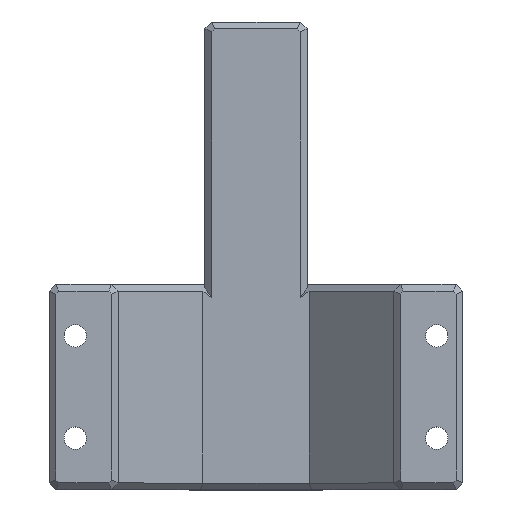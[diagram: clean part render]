
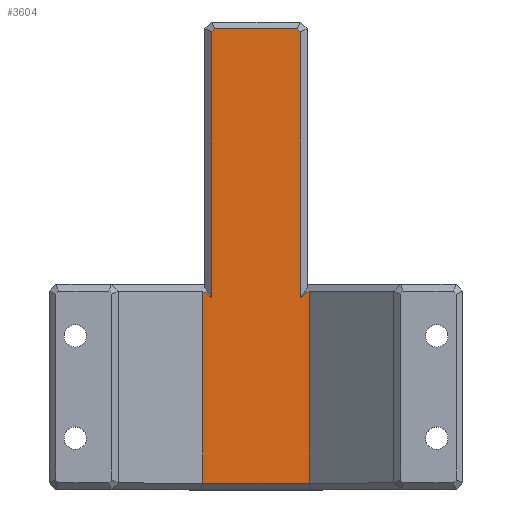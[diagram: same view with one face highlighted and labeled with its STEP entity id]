
A CAD part, top view. The second image highlights one B-rep face of the part: STEP entity #3604.
In plain terms, the highlighted planar face has unit normal (0, 0, 1).
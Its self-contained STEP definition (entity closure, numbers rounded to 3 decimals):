
#124=FACE_OUTER_BOUND('',#320,.T.);
#320=EDGE_LOOP('',(#2652,#2653,#2654,#2655,#2656,#2657,#2658,#2659,#2660,
#2661));
#765=LINE('',#5521,#1220);
#770=LINE('',#5531,#1225);
#773=LINE('',#5537,#1228);
#776=LINE('',#5543,#1231);
#779=LINE('',#5547,#1234);
#780=LINE('',#5550,#1235);
#781=LINE('',#5552,#1236);
#782=LINE('',#5554,#1237);
#783=LINE('',#5556,#1238);
#784=LINE('',#5557,#1239);
#1220=VECTOR('',#4334,10.);
#1225=VECTOR('',#4341,10.);
#1228=VECTOR('',#4346,10.);
#1231=VECTOR('',#4351,10.);
#1234=VECTOR('',#4356,10.);
#1235=VECTOR('',#4359,10.);
#1236=VECTOR('',#4360,10.);
#1237=VECTOR('',#4361,10.);
#1238=VECTOR('',#4362,10.);
#1239=VECTOR('',#4363,10.);
#1677=VERTEX_POINT('',#5519);
#1678=VERTEX_POINT('',#5520);
#1681=VERTEX_POINT('',#5528);
#1682=VERTEX_POINT('',#5530);
#1684=VERTEX_POINT('',#5536);
#1686=VERTEX_POINT('',#5542);
#1687=VERTEX_POINT('',#5549);
#1688=VERTEX_POINT('',#5551);
#1689=VERTEX_POINT('',#5553);
#1690=VERTEX_POINT('',#5555);
#2046=EDGE_CURVE('',#1677,#1678,#765,.T.);
#2051=EDGE_CURVE('',#1681,#1682,#770,.T.);
#2054=EDGE_CURVE('',#1682,#1684,#773,.T.);
#2057=EDGE_CURVE('',#1684,#1686,#776,.T.);
#2060=EDGE_CURVE('',#1686,#1677,#779,.T.);
#2061=EDGE_CURVE('',#1678,#1687,#780,.T.);
#2062=EDGE_CURVE('',#1681,#1688,#781,.T.);
#2063=EDGE_CURVE('',#1688,#1689,#782,.F.);
#2064=EDGE_CURVE('',#1690,#1689,#783,.T.);
#2065=EDGE_CURVE('',#1690,#1687,#784,.F.);
#2652=ORIENTED_EDGE('',*,*,#2061,.F.);
#2653=ORIENTED_EDGE('',*,*,#2046,.F.);
#2654=ORIENTED_EDGE('',*,*,#2060,.F.);
#2655=ORIENTED_EDGE('',*,*,#2057,.F.);
#2656=ORIENTED_EDGE('',*,*,#2054,.F.);
#2657=ORIENTED_EDGE('',*,*,#2051,.F.);
#2658=ORIENTED_EDGE('',*,*,#2062,.T.);
#2659=ORIENTED_EDGE('',*,*,#2063,.T.);
#2660=ORIENTED_EDGE('',*,*,#2064,.F.);
#2661=ORIENTED_EDGE('',*,*,#2065,.T.);
#3431=PLANE('',#3831);
#3604=ADVANCED_FACE('',(#124),#3431,.T.);
#3831=AXIS2_PLACEMENT_3D('',#5548,#4357,#4358);
#4334=DIRECTION('',(0.,-1.,0.));
#4341=DIRECTION('',(0.,1.,0.));
#4346=DIRECTION('',(0.707,0.707,0.));
#4351=DIRECTION('',(1.,0.,0.));
#4356=DIRECTION('',(0.707,-0.707,0.));
#4357=DIRECTION('center_axis',(0.,0.,1.));
#4358=DIRECTION('ref_axis',(0.,-1.,0.));
#4359=DIRECTION('',(0.821,0.571,0.));
#4360=DIRECTION('',(-0.821,0.571,0.));
#4361=DIRECTION('',(0.,1.,0.));
#4362=DIRECTION('',(-1.,0.,0.));
#4363=DIRECTION('',(0.,-1.,0.));
#5519=CARTESIAN_POINT('',(6.5,16.801,3.));
#5520=CARTESIAN_POINT('',(6.5,-22.189,3.));
#5521=CARTESIAN_POINT('',(6.5,-8.7,3.));
#5528=CARTESIAN_POINT('',(-6.5,-22.189,3.));
#5530=CARTESIAN_POINT('',(-6.5,16.801,3.));
#5531=CARTESIAN_POINT('',(-6.5,-8.7,3.));
#5536=CARTESIAN_POINT('',(-6.086,17.215,3.));
#5537=CARTESIAN_POINT('',(-18.522,4.779,3.));
#5542=CARTESIAN_POINT('',(6.086,17.215,3.));
#5543=CARTESIAN_POINT('',(-14.75,17.215,3.));
#5547=CARTESIAN_POINT('',(3.772,19.529,3.));
#5548=CARTESIAN_POINT('Origin',(-29.5,-8.7,3.));
#5549=CARTESIAN_POINT('',(7.78,-21.3,3.));
#5550=CARTESIAN_POINT('',(3.112,-24.543,3.));
#5551=CARTESIAN_POINT('',(-7.78,-21.3,3.));
#5552=CARTESIAN_POINT('',(-17.976,-14.215,3.));
#5553=CARTESIAN_POINT('',(-7.78,-49.4,3.));
#5554=CARTESIAN_POINT('',(-7.78,-13.725,3.));
#5555=CARTESIAN_POINT('',(7.78,-49.4,3.));
#5556=CARTESIAN_POINT('',(-11.,-49.4,3.));
#5557=CARTESIAN_POINT('',(7.78,-13.725,3.));
